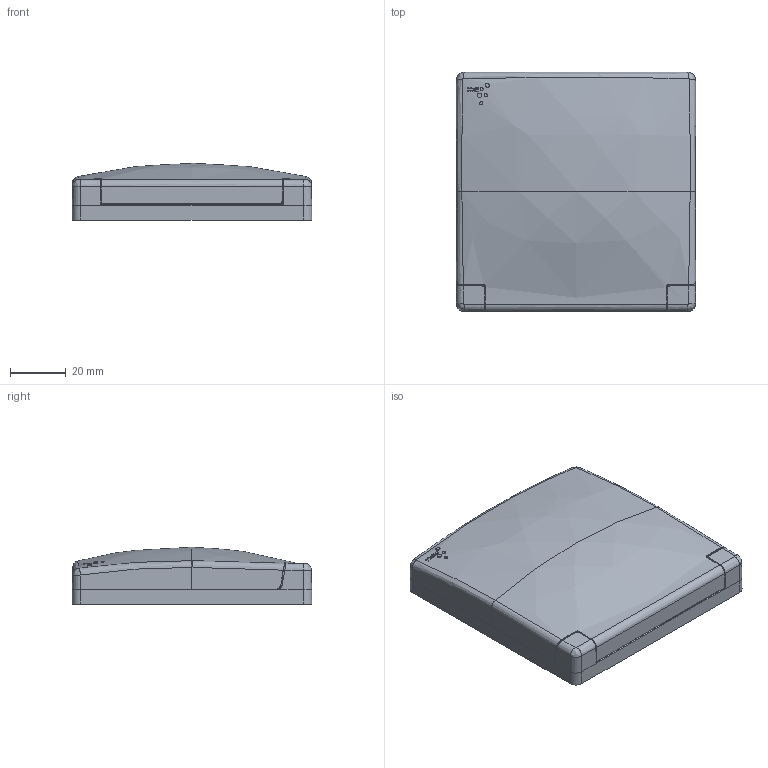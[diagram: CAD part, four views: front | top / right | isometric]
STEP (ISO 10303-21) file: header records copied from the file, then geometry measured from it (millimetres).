
FILE_DESCRIPTION (( 'STEP AP203' ), '1' );
FILE_NAME ('Ðàìêà 1ìåñòíàÿ IP44.STEP', '2025-06-06T09:16:05', ( '' ), ( '' ), 'SwSTEP 2.0', 'SolidWorks 2022', '' );
FILE_SCHEMA (( 'CONFIG_CONTROL_DESIGN' ));
Length unit declared in the file: millimetre
Products named in the file (1): Рамка 1местная IP44
Bounding box: 85.99 x 85.99 x 20.6 mm (x, y, z)
Surface area: 23336.9 mm2 (no closed solid volume)
Topology: 0 solids, 13 shells, 697 faces, 1989 edges, 1320 vertices
Faces by surface type: plane 551, bspline 91, cylinder 35, cone 16, torus 4
Entity records: 42002 total; most frequent: CARTESIAN_POINT 28077, ORIENTED_EDGE 3917, EDGE_CURVE 1989, B_SPLINE_CURVE_WITH_KNOTS 1971, VERTEX_POINT 1320, DIRECTION 1220, EDGE_LOOP 714, FACE_OUTER_BOUND 697
